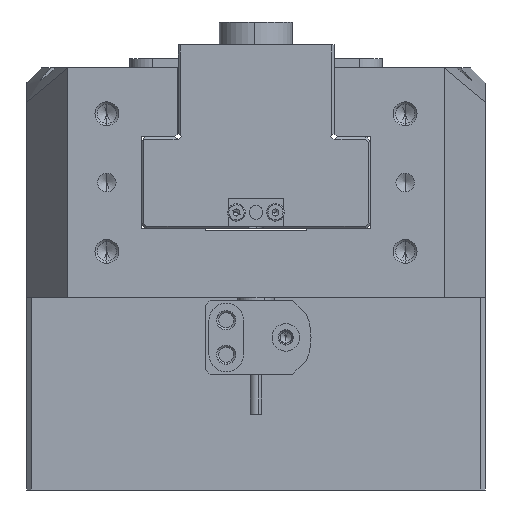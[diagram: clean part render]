
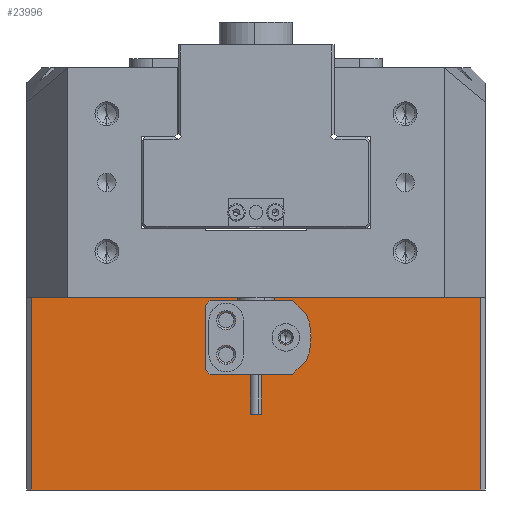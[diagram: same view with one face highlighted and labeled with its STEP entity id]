
A CAD part, left-side view. The second image highlights one B-rep face of the part: STEP entity #23996.
In plain terms, the highlighted planar face has unit normal (-1, 0, 0).
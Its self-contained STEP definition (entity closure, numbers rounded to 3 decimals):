
#513 = EDGE_CURVE ( 'NONE', #20193, #28091, #23333, .T. ) ;
#656 = DIRECTION ( 'NONE',  ( 0., -1., 0. ) ) ;
#1154 = CARTESIAN_POINT ( 'NONE',  ( -82.5, 69.495, -50. ) ) ;
#1464 = ORIENTED_EDGE ( 'NONE', *, *, #19701, .T. ) ;
#1564 = CARTESIAN_POINT ( 'NONE',  ( -82.5, 0., -92. ) ) ;
#2211 = CARTESIAN_POINT ( 'NONE',  ( -82.5, 6.5, -64.55 ) ) ;
#3331 = CIRCLE ( 'NONE', #36601, 2.05 ) ;
#3584 = CARTESIAN_POINT ( 'NONE',  ( -82.5, 49., -50. ) ) ;
#3732 = FACE_BOUND ( 'NONE', #31732, .T. ) ;
#4299 = PLANE ( 'NONE',  #35056 ) ;
#4892 = DIRECTION ( 'NONE',  ( 1., 0., 0. ) ) ;
#4988 = CARTESIAN_POINT ( 'NONE',  ( -82.5, -6.5, -57.2 ) ) ;
#6231 = CARTESIAN_POINT ( 'NONE',  ( -82.5, -6.5, -58.75 ) ) ;
#6580 = AXIS2_PLACEMENT_3D ( 'NONE', #6231, #36117, #8965 ) ;
#7575 = EDGE_CURVE ( 'NONE', #24690, #25204, #3331, .T. ) ;
#7714 = EDGE_LOOP ( 'NONE', ( #16923, #1464, #9478, #23857 ) ) ;
#7949 = FACE_OUTER_BOUND ( 'NONE', #7714, .T. ) ;
#8428 = CARTESIAN_POINT ( 'NONE',  ( -82.5, 6.5, -60.45 ) ) ;
#8775 = CARTESIAN_POINT ( 'NONE',  ( -82.5, -6.5, -60.3 ) ) ;
#8781 = DIRECTION ( 'NONE',  ( 0., 1., 0. ) ) ;
#8965 = DIRECTION ( 'NONE',  ( 0., -1., 0. ) ) ;
#9478 = ORIENTED_EDGE ( 'NONE', *, *, #18992, .F. ) ;
#10521 = VERTEX_POINT ( 'NONE', #10702 ) ;
#10622 = CIRCLE ( 'NONE', #22430, 2.05 ) ;
#10702 = CARTESIAN_POINT ( 'NONE',  ( -82.5, 6.5, -57.05 ) ) ;
#10918 = EDGE_CURVE ( 'NONE', #25900, #10521, #28943, .T. ) ;
#11197 = CARTESIAN_POINT ( 'NONE',  ( -82.5, 6.5, -52.95 ) ) ;
#11761 = CARTESIAN_POINT ( 'NONE',  ( -82.5, 49., -92. ) ) ;
#11959 = VERTEX_POINT ( 'NONE', #29230 ) ;
#12450 = ORIENTED_EDGE ( 'NONE', *, *, #10918, .T. ) ;
#12552 = EDGE_CURVE ( 'NONE', #28091, #20193, #36866, .T. ) ;
#12563 = CARTESIAN_POINT ( 'NONE',  ( -82.5, -49., -50. ) ) ;
#12714 = EDGE_LOOP ( 'NONE', ( #18650, #34217 ) ) ;
#13171 = DIRECTION ( 'NONE',  ( -1., 0., 0. ) ) ;
#13331 = DIRECTION ( 'NONE',  ( 0., 1., 0. ) ) ;
#13793 = CARTESIAN_POINT ( 'NONE',  ( -82.5, 6.5, -55. ) ) ;
#14296 = DIRECTION ( 'NONE',  ( 0., -1., 0. ) ) ;
#14377 = LINE ( 'NONE', #12563, #15365 ) ;
#15168 = LINE ( 'NONE', #29748, #22685 ) ;
#15365 = VECTOR ( 'NONE', #18367, 1000. ) ;
#15949 = FACE_BOUND ( 'NONE', #22166, .T. ) ;
#16685 = LINE ( 'NONE', #3584, #37778 ) ;
#16923 = ORIENTED_EDGE ( 'NONE', *, *, #36505, .T. ) ;
#18367 = DIRECTION ( 'NONE',  ( 0., 0., 1. ) ) ;
#18494 = EDGE_CURVE ( 'NONE', #11959, #24530, #14377, .T. ) ;
#18558 = CARTESIAN_POINT ( 'NONE',  ( -82.5, -49., -50. ) ) ;
#18594 = EDGE_CURVE ( 'NONE', #10521, #25900, #10622, .T. ) ;
#18650 = ORIENTED_EDGE ( 'NONE', *, *, #7575, .T. ) ;
#18841 = DIRECTION ( 'NONE',  ( 1., 0., 0. ) ) ;
#18992 = EDGE_CURVE ( 'NONE', #11959, #26708, #33571, .T. ) ;
#19247 = DIRECTION ( 'NONE',  ( 0., -1., 0. ) ) ;
#19701 = EDGE_CURVE ( 'NONE', #35580, #26708, #16685, .T. ) ;
#20113 = CARTESIAN_POINT ( 'NONE',  ( -82.5, 6.5, -62.5 ) ) ;
#20193 = VERTEX_POINT ( 'NONE', #8775 ) ;
#20463 = ORIENTED_EDGE ( 'NONE', *, *, #18594, .T. ) ;
#21109 = AXIS2_PLACEMENT_3D ( 'NONE', #30722, #18841, #24386 ) ;
#21516 = CARTESIAN_POINT ( 'NONE',  ( -82.5, -6.5, -58.75 ) ) ;
#21651 = AXIS2_PLACEMENT_3D ( 'NONE', #21516, #36290, #656 ) ;
#22166 = EDGE_LOOP ( 'NONE', ( #12450, #20463 ) ) ;
#22392 = DIRECTION ( 'NONE',  ( 0., -1., 0. ) ) ;
#22430 = AXIS2_PLACEMENT_3D ( 'NONE', #13793, #28624, #22392 ) ;
#22685 = VECTOR ( 'NONE', #8781, 1000. ) ;
#23268 = CIRCLE ( 'NONE', #35108, 2.05 ) ;
#23333 = CIRCLE ( 'NONE', #6580, 1.55 ) ;
#23857 = ORIENTED_EDGE ( 'NONE', *, *, #18494, .T. ) ;
#23996 = ADVANCED_FACE ( 'NONE', ( #3732, #34678, #15949, #7949 ), #4299, .T. ) ;
#24072 = ORIENTED_EDGE ( 'NONE', *, *, #513, .T. ) ;
#24386 = DIRECTION ( 'NONE',  ( 0., -1., 0. ) ) ;
#24530 = VERTEX_POINT ( 'NONE', #18558 ) ;
#24690 = VERTEX_POINT ( 'NONE', #8428 ) ;
#25204 = VERTEX_POINT ( 'NONE', #2211 ) ;
#25900 = VERTEX_POINT ( 'NONE', #11197 ) ;
#26256 = CARTESIAN_POINT ( 'NONE',  ( -82.5, 6.5, -62.5 ) ) ;
#26708 = VERTEX_POINT ( 'NONE', #11761 ) ;
#27631 = EDGE_CURVE ( 'NONE', #25204, #24690, #23268, .T. ) ;
#28091 = VERTEX_POINT ( 'NONE', #4988 ) ;
#28624 = DIRECTION ( 'NONE',  ( 1., 0., 0. ) ) ;
#28943 = CIRCLE ( 'NONE', #21109, 2.05 ) ;
#28994 = DIRECTION ( 'NONE',  ( 0., -1., 0. ) ) ;
#29230 = CARTESIAN_POINT ( 'NONE',  ( -82.5, -49., -92. ) ) ;
#29249 = DIRECTION ( 'NONE',  ( 1., 0., 0. ) ) ;
#29351 = VECTOR ( 'NONE', #13331, 1000. ) ;
#29748 = CARTESIAN_POINT ( 'NONE',  ( -82.5, 69.495, -50. ) ) ;
#30722 = CARTESIAN_POINT ( 'NONE',  ( -82.5, 6.5, -55. ) ) ;
#31732 = EDGE_LOOP ( 'NONE', ( #35604, #24072 ) ) ;
#33331 = DIRECTION ( 'NONE',  ( 0., 0., -1. ) ) ;
#33571 = LINE ( 'NONE', #1564, #29351 ) ;
#34217 = ORIENTED_EDGE ( 'NONE', *, *, #27631, .T. ) ;
#34678 = FACE_BOUND ( 'NONE', #12714, .T. ) ;
#35056 = AXIS2_PLACEMENT_3D ( 'NONE', #1154, #13171, #19247 ) ;
#35108 = AXIS2_PLACEMENT_3D ( 'NONE', #20113, #4892, #28994 ) ;
#35580 = VERTEX_POINT ( 'NONE', #36665 ) ;
#35604 = ORIENTED_EDGE ( 'NONE', *, *, #12552, .T. ) ;
#36117 = DIRECTION ( 'NONE',  ( 1., 0., 0. ) ) ;
#36290 = DIRECTION ( 'NONE',  ( 1., 0., 0. ) ) ;
#36505 = EDGE_CURVE ( 'NONE', #24530, #35580, #15168, .T. ) ;
#36601 = AXIS2_PLACEMENT_3D ( 'NONE', #26256, #29249, #14296 ) ;
#36665 = CARTESIAN_POINT ( 'NONE',  ( -82.5, 49., -50. ) ) ;
#36866 = CIRCLE ( 'NONE', #21651, 1.55 ) ;
#37778 = VECTOR ( 'NONE', #33331, 1000. ) ;
